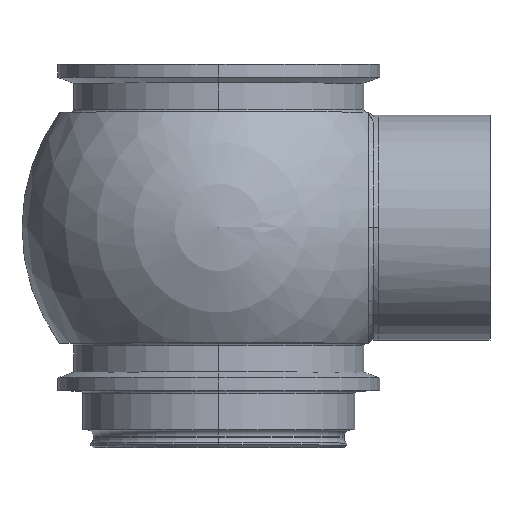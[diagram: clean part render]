
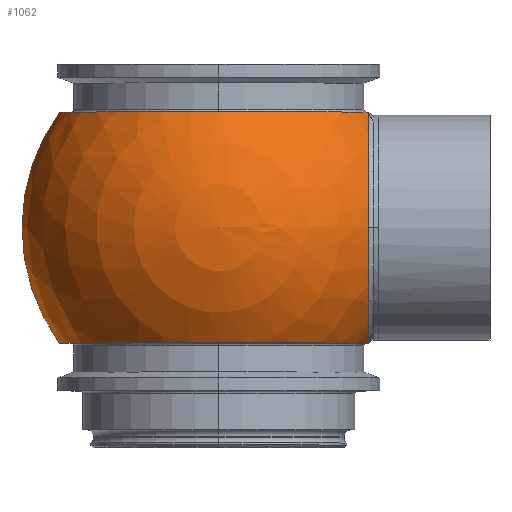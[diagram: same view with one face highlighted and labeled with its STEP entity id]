
A CAD part, top view. The second image highlights one B-rep face of the part: STEP entity #1062.
In plain terms, the highlighted spherical face has radius 55.55 mm.
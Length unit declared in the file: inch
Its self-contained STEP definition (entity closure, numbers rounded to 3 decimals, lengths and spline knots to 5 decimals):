
#30 = AXIS2_PLACEMENT_3D ( 'NONE', #213, #424, #1247 ) ;
#33 = DIRECTION ( 'NONE',  ( -1., 0., 0. ) ) ;
#35 = CIRCLE ( 'NONE', #559, 2.187 ) ;
#40 = CARTESIAN_POINT ( 'NONE',  ( 0., 0., 0. ) ) ;
#148 = DIRECTION ( 'NONE',  ( -1., 0., 0. ) ) ;
#213 = CARTESIAN_POINT ( 'NONE',  ( 0., 0., 0. ) ) ;
#228 = VERTEX_POINT ( 'NONE', #546 ) ;
#258 = CARTESIAN_POINT ( 'NONE',  ( -1.76967, 1.285, 0. ) ) ;
#306 = EDGE_CURVE ( 'NONE', #228, #795, #35, .T. ) ;
#311 = ORIENTED_EDGE ( 'NONE', *, *, #738, .T. ) ;
#314 = CARTESIAN_POINT ( 'NONE',  ( 0., 1.285, 0. ) ) ;
#393 = EDGE_CURVE ( 'NONE', #228, #883, #1293, .T. ) ;
#418 = DIRECTION ( 'NONE',  ( 0., 0., 1. ) ) ;
#424 = DIRECTION ( 'NONE',  ( 0., 0., -1. ) ) ;
#546 = CARTESIAN_POINT ( 'NONE',  ( -1.77112, -1.283, 0. ) ) ;
#559 = AXIS2_PLACEMENT_3D ( 'NONE', #40, #771, #148 ) ;
#578 = AXIS2_PLACEMENT_3D ( 'NONE', #657, #33, #763 ) ;
#583 = CARTESIAN_POINT ( 'NONE',  ( 0., -1.283, 0. ) ) ;
#657 = CARTESIAN_POINT ( 'NONE',  ( 1.661, 0., 0. ) ) ;
#682 = DIRECTION ( 'NONE',  ( 0., 0., 1. ) ) ;
#738 = EDGE_CURVE ( 'NONE', #883, #1316, #1039, .T. ) ;
#746 = CIRCLE ( 'NONE', #1167, 1.76967 ) ;
#763 = DIRECTION ( 'NONE',  ( 0., 0., 1. ) ) ;
#771 = DIRECTION ( 'NONE',  ( 0., 0., -1. ) ) ;
#795 = VERTEX_POINT ( 'NONE', #258 ) ;
#823 = ORIENTED_EDGE ( 'NONE', *, *, #393, .T. ) ;
#883 = VERTEX_POINT ( 'NONE', #1219 ) ;
#917 = ORIENTED_EDGE ( 'NONE', *, *, #306, .F. ) ;
#946 = SPHERICAL_SURFACE ( 'NONE', #30, 2.187 ) ;
#1005 = EDGE_CURVE ( 'NONE', #795, #1316, #746, .T. ) ;
#1035 = DIRECTION ( 'NONE',  ( 0., 1., 0. ) ) ;
#1039 = CIRCLE ( 'NONE', #578, 1.42269 ) ;
#1062 = ADVANCED_FACE ( 'NONE', ( #1196 ), #946, .T. ) ;
#1088 = EDGE_LOOP ( 'NONE', ( #917, #823, #311, #1090 ) ) ;
#1090 = ORIENTED_EDGE ( 'NONE', *, *, #1005, .F. ) ;
#1167 = AXIS2_PLACEMENT_3D ( 'NONE', #314, #1035, #418 ) ;
#1196 = FACE_OUTER_BOUND ( 'NONE', #1088, .T. ) ;
#1219 = CARTESIAN_POINT ( 'NONE',  ( 1.661, -1.283, 0.61478 ) ) ;
#1226 = CARTESIAN_POINT ( 'NONE',  ( 1.661, 1.285, 0.61059 ) ) ;
#1247 = DIRECTION ( 'NONE',  ( 1., 0., 0. ) ) ;
#1253 = AXIS2_PLACEMENT_3D ( 'NONE', #583, #1312, #682 ) ;
#1293 = CIRCLE ( 'NONE', #1253, 1.77112 ) ;
#1312 = DIRECTION ( 'NONE',  ( 0., 1., 0. ) ) ;
#1316 = VERTEX_POINT ( 'NONE', #1226 ) ;
